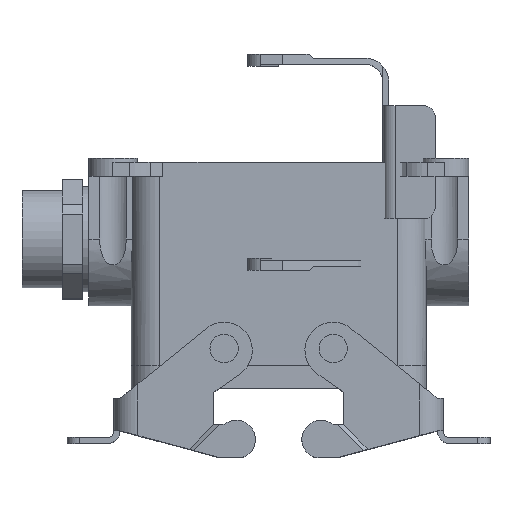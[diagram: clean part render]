
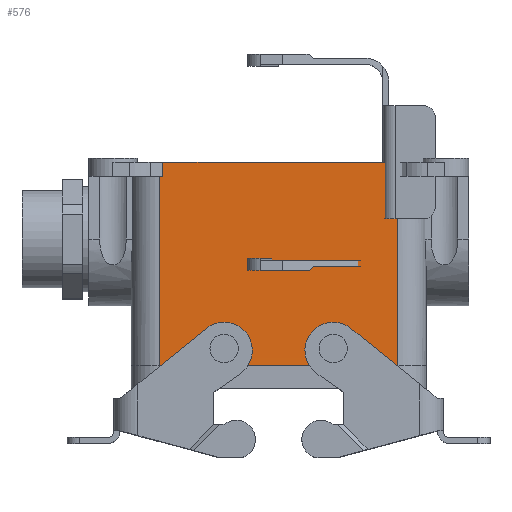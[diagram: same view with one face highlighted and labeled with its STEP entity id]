
A CAD part, top view. The second image highlights one B-rep face of the part: STEP entity #576.
In plain terms, the highlighted planar face has unit normal (0, 0, 1).
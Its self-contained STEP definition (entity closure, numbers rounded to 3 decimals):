
#576 = ADVANCED_FACE( '', ( #1215, #1216, #1217 ), #1218, .F. );
#1215 = FACE_BOUND( '', #1898, .T. );
#1216 = FACE_OUTER_BOUND( '', #1899, .T. );
#1217 = FACE_BOUND( '', #1900, .T. );
#1218 = PLANE( '', #1901 );
#1898 = EDGE_LOOP( '', ( #3478 ) );
#1899 = EDGE_LOOP( '', ( #3479, #3480, #3481, #3482, #3483, #3484, #3485, #3486 ) );
#1900 = EDGE_LOOP( '', ( #3487 ) );
#1901 = AXIS2_PLACEMENT_3D( '', #3488, #3489, #3490 );
#3478 = ORIENTED_EDGE( '', *, *, #4414, .F. );
#3479 = ORIENTED_EDGE( '', *, *, #4277, .T. );
#3480 = ORIENTED_EDGE( '', *, *, #4445, .F. );
#3481 = ORIENTED_EDGE( '', *, *, #3845, .T. );
#3482 = ORIENTED_EDGE( '', *, *, #4047, .T. );
#3483 = ORIENTED_EDGE( '', *, *, #4446, .F. );
#3484 = ORIENTED_EDGE( '', *, *, #3915, .F. );
#3485 = ORIENTED_EDGE( '', *, *, #4075, .T. );
#3486 = ORIENTED_EDGE( '', *, *, #4189, .T. );
#3487 = ORIENTED_EDGE( '', *, *, #4344, .F. );
#3488 = CARTESIAN_POINT( '', ( 0., -3.5, 21.5 ) );
#3489 = DIRECTION( '', ( 0., 0., -1. ) );
#3490 = DIRECTION( '', ( -1., 0., 0. ) );
#3845 = EDGE_CURVE( '', #4562, #4560, #4563, .T. );
#3915 = EDGE_CURVE( '', #4682, #4674, #4684, .T. );
#4047 = EDGE_CURVE( '', #4560, #4908, #4910, .T. );
#4075 = EDGE_CURVE( '', #4682, #4952, #4954, .T. );
#4189 = EDGE_CURVE( '', #4952, #5126, #5128, .T. );
#4277 = EDGE_CURVE( '', #5126, #5249, #5251, .T. );
#4344 = EDGE_CURVE( '', #5345, #5345, #5346, .F. );
#4414 = EDGE_CURVE( '', #5428, #5428, #5429, .F. );
#4445 = EDGE_CURVE( '', #4562, #5249, #5464, .T. );
#4446 = EDGE_CURVE( '', #4674, #4908, #5465, .T. );
#4560 = VERTEX_POINT( '', #5598 );
#4562 = VERTEX_POINT( '', #5600 );
#4563 = LINE( '', #5601, #5602 );
#4674 = VERTEX_POINT( '', #5751 );
#4682 = VERTEX_POINT( '', #5772 );
#4684 = LINE( '', #5774, #5775 );
#4908 = VERTEX_POINT( '', #6234 );
#4910 = LINE( '', #6236, #6237 );
#4952 = VERTEX_POINT( '', #6312 );
#4954 = LINE( '', #6315, #6316 );
#5126 = VERTEX_POINT( '', #6551 );
#5128 = LINE( '', #6554, #6555 );
#5249 = VERTEX_POINT( '', #6719 );
#5251 = LINE( '', #6722, #6723 );
#5345 = VERTEX_POINT( '', #6856 );
#5346 = CIRCLE( '', #6857, 2.45 );
#5428 = VERTEX_POINT( '', #6969 );
#5429 = CIRCLE( '', #6970, 2.45 );
#5464 = LINE( '', #7024, #7025 );
#5465 = B_SPLINE_CURVE_WITH_KNOTS( '', 1, ( #7026, #7027 ), .UNSPECIFIED., .F., .F., ( 2, 2 ), ( 0., 1. ), .UNSPECIFIED. );
#5598 = CARTESIAN_POINT( '', ( -29.5, -3.5, 21.5 ) );
#5600 = CARTESIAN_POINT( '', ( -28.625, -3.5, 21.5 ) );
#5601 = CARTESIAN_POINT( '', ( -36.9, -3.5, 21.5 ) );
#5602 = VECTOR( '', #7151, 1000. );
#5751 = CARTESIAN_POINT( '', ( 29.5, -50.4, 21.505 ) );
#5772 = CARTESIAN_POINT( '', ( 29.5, -3.5, 21.5 ) );
#5774 = CARTESIAN_POINT( '', ( 29.5, 68.688, 21.5 ) );
#5775 = VECTOR( '', #7245, 1000. );
#6234 = CARTESIAN_POINT( '', ( -29.5, -50.4, 21.505 ) );
#6236 = CARTESIAN_POINT( '', ( -29.5, 68.688, 21.5 ) );
#6237 = VECTOR( '', #7407, 1000. );
#6312 = CARTESIAN_POINT( '', ( 28.625, -3.5, 21.5 ) );
#6315 = CARTESIAN_POINT( '', ( -36.9, -3.5, 21.5 ) );
#6316 = VECTOR( '', #7437, 1000. );
#6551 = CARTESIAN_POINT( '', ( 28.625, 0., 21.5 ) );
#6554 = CARTESIAN_POINT( '', ( 28.625, -3.5, 21.5 ) );
#6555 = VECTOR( '', #7573, 1000. );
#6719 = CARTESIAN_POINT( '', ( -28.625, 0., 21.5 ) );
#6722 = CARTESIAN_POINT( '', ( 0., 0., 21.5 ) );
#6723 = VECTOR( '', #7671, 1000. );
#6856 = CARTESIAN_POINT( '', ( -15.95, -46.101, 21.5 ) );
#6857 = AXIS2_PLACEMENT_3D( '', #7756, #7757, #7758 );
#6969 = CARTESIAN_POINT( '', ( 11.05, -46.101, 21.5 ) );
#6970 = AXIS2_PLACEMENT_3D( '', #7819, #7820, #7821 );
#7024 = CARTESIAN_POINT( '', ( -28.625, -3.5, 21.5 ) );
#7025 = VECTOR( '', #7841, 1000. );
#7026 = CARTESIAN_POINT( '', ( 29.5, -50.4, 21.51 ) );
#7027 = CARTESIAN_POINT( '', ( -29.5, -50.4, 21.51 ) );
#7151 = DIRECTION( '', ( -1., 0., 0. ) );
#7245 = DIRECTION( '', ( 0., -1., 0. ) );
#7407 = DIRECTION( '', ( 0., -1., 0. ) );
#7437 = DIRECTION( '', ( -1., 0., 0. ) );
#7573 = DIRECTION( '', ( 0., 1., 0. ) );
#7671 = DIRECTION( '', ( -1., 0., 0. ) );
#7756 = CARTESIAN_POINT( '', ( -13.5, -46.101, 21.5 ) );
#7757 = DIRECTION( '', ( 0., 0., -1. ) );
#7758 = DIRECTION( '', ( -1., 0., 0. ) );
#7819 = CARTESIAN_POINT( '', ( 13.5, -46.101, 21.5 ) );
#7820 = DIRECTION( '', ( 0., 0., -1. ) );
#7821 = DIRECTION( '', ( -1., 0., 0. ) );
#7841 = DIRECTION( '', ( 0., 1., 0. ) );
